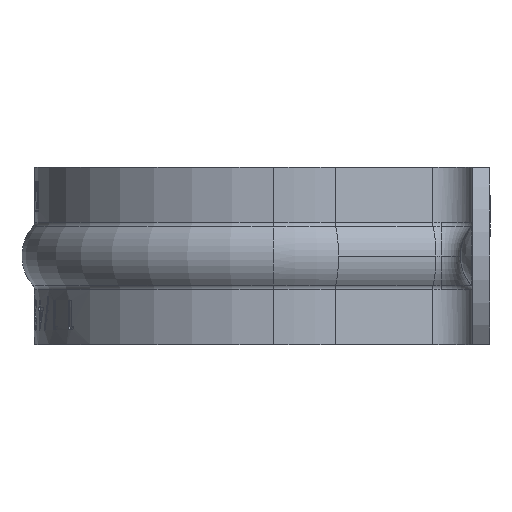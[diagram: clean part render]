
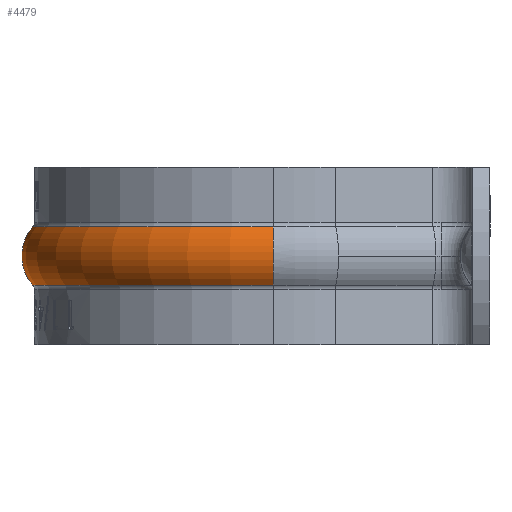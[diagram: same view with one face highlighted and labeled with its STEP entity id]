
A CAD part, left-side view. The second image highlights one B-rep face of the part: STEP entity #4479.
In plain terms, the highlighted toroidal (fillet/blend) face has major radius 14.82 mm and minor radius 3.175 mm.
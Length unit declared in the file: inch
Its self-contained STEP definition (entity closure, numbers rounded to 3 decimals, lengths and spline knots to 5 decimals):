
#342 = CARTESIAN_POINT ( 'NONE',  ( 0.58346, 0., 0.25 ) ) ;
#407 = CARTESIAN_POINT ( 'NONE',  ( 0.67789, 0., 0.1681 ) ) ;
#444 = DIRECTION ( 'NONE',  ( 0., 1., 0. ) ) ;
#2140 = AXIS2_PLACEMENT_3D ( 'NONE', #15194, #10285, #6465 ) ;
#2298 = CARTESIAN_POINT ( 'NONE',  ( -0.67789, 0., 0.1681 ) ) ;
#2303 = EDGE_CURVE ( 'NONE', #10604, #9629, #16080, .T. ) ;
#2837 = CARTESIAN_POINT ( 'NONE',  ( 0.67789, 0., 0.3319 ) ) ;
#3908 = EDGE_CURVE ( 'NONE', #11855, #11247, #12972, .T. ) ;
#4184 = DIRECTION ( 'NONE',  ( -1., 0., 0. ) ) ;
#4479 = ADVANCED_FACE ( 'NONE', ( #15479 ), #8902, .T. ) ;
#5065 = DIRECTION ( 'NONE',  ( 0., 0., -1. ) ) ;
#5400 = CIRCLE ( 'NONE', #5850, 0.67789 ) ;
#5663 = ORIENTED_EDGE ( 'NONE', *, *, #3908, .T. ) ;
#5694 = CARTESIAN_POINT ( 'NONE',  ( -0.58346, 0., 0.25 ) ) ;
#5850 = AXIS2_PLACEMENT_3D ( 'NONE', #6260, #16085, #11107 ) ;
#6260 = CARTESIAN_POINT ( 'NONE',  ( 0., 0., 0.1681 ) ) ;
#6465 = DIRECTION ( 'NONE',  ( -0.966, -0.259, 0. ) ) ;
#6844 = ORIENTED_EDGE ( 'NONE', *, *, #12256, .T. ) ;
#6904 = DIRECTION ( 'NONE',  ( 0., -1., 0. ) ) ;
#6954 = DIRECTION ( 'NONE',  ( 0., 0., -1. ) ) ;
#7011 = ORIENTED_EDGE ( 'NONE', *, *, #7897, .F. ) ;
#7071 = ORIENTED_EDGE ( 'NONE', *, *, #2303, .F. ) ;
#7897 = EDGE_CURVE ( 'NONE', #9629, #11247, #5400, .T. ) ;
#8291 = CIRCLE ( 'NONE', #2140, 0.67789 ) ;
#8902 = TOROIDAL_SURFACE ( 'NONE', #15721, 0.58346, 0.125 ) ;
#9629 = VERTEX_POINT ( 'NONE', #2298 ) ;
#10285 = DIRECTION ( 'NONE',  ( 0., 0., -1. ) ) ;
#10604 = VERTEX_POINT ( 'NONE', #13786 ) ;
#11107 = DIRECTION ( 'NONE',  ( -0.966, -0.259, 0. ) ) ;
#11247 = VERTEX_POINT ( 'NONE', #407 ) ;
#11485 = AXIS2_PLACEMENT_3D ( 'NONE', #5694, #6904, #6954 ) ;
#11855 = VERTEX_POINT ( 'NONE', #2837 ) ;
#12256 = EDGE_CURVE ( 'NONE', #10604, #11855, #8291, .T. ) ;
#12972 = CIRCLE ( 'NONE', #13536, 0.125 ) ;
#13536 = AXIS2_PLACEMENT_3D ( 'NONE', #342, #444, #4184 ) ;
#13748 = DIRECTION ( 'NONE',  ( -1., 0., 0. ) ) ;
#13786 = CARTESIAN_POINT ( 'NONE',  ( -0.67789, 0., 0.3319 ) ) ;
#14657 = EDGE_LOOP ( 'NONE', ( #6844, #5663, #7011, #7071 ) ) ;
#15194 = CARTESIAN_POINT ( 'NONE',  ( 0., 0., 0.3319 ) ) ;
#15207 = CARTESIAN_POINT ( 'NONE',  ( 0., 0., 0.25 ) ) ;
#15479 = FACE_OUTER_BOUND ( 'NONE', #14657, .T. ) ;
#15721 = AXIS2_PLACEMENT_3D ( 'NONE', #15207, #5065, #13748 ) ;
#16080 = CIRCLE ( 'NONE', #11485, 0.125 ) ;
#16085 = DIRECTION ( 'NONE',  ( 0., 0., -1. ) ) ;
